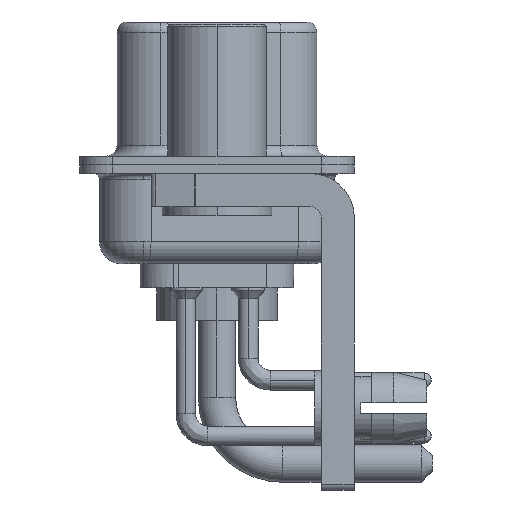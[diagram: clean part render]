
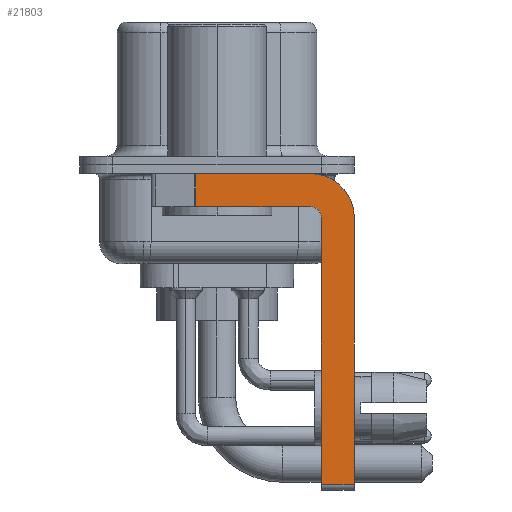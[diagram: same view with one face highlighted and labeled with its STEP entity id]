
A CAD part, left-side view. The second image highlights one B-rep face of the part: STEP entity #21803.
In plain terms, the highlighted planar face has unit normal (-1, 0, 0).
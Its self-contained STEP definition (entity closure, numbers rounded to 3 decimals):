
#47 = VECTOR ( 'NONE', #26091, 1000. ) ;
#1171 = VERTEX_POINT ( 'NONE', #9677 ) ;
#1351 = EDGE_CURVE ( 'NONE', #1171, #23052, #2998, .T. ) ;
#1811 = ORIENTED_EDGE ( 'NONE', *, *, #18886, .F. ) ;
#1924 = EDGE_CURVE ( 'NONE', #26820, #11833, #20351, .T. ) ;
#2004 = VERTEX_POINT ( 'NONE', #17916 ) ;
#2305 = CARTESIAN_POINT ( 'NONE',  ( -2.9, -4.25, -2.4 ) ) ;
#2998 = LINE ( 'NONE', #5409, #47 ) ;
#3002 = CARTESIAN_POINT ( 'NONE',  ( -2.9, -6.25, -2.4 ) ) ;
#3955 = CARTESIAN_POINT ( 'NONE',  ( -2.9, 3., -0.4 ) ) ;
#4099 = ORIENTED_EDGE ( 'NONE', *, *, #1924, .F. ) ;
#4584 = FACE_OUTER_BOUND ( 'NONE', #27551, .T. ) ;
#4977 = CARTESIAN_POINT ( 'NONE',  ( -2.9, -4.25, -2.4 ) ) ;
#5409 = CARTESIAN_POINT ( 'NONE',  ( -2.9, -4.25, -14.55 ) ) ;
#5667 = ORIENTED_EDGE ( 'NONE', *, *, #18304, .T. ) ;
#6051 = DIRECTION ( 'NONE',  ( 0., 0., 1. ) ) ;
#6214 = CARTESIAN_POINT ( 'NONE',  ( -2.9, -4.75, -2.4 ) ) ;
#7233 = VERTEX_POINT ( 'NONE', #6214 ) ;
#7326 = AXIS2_PLACEMENT_3D ( 'NONE', #2305, #18379, #20520 ) ;
#7404 = DIRECTION ( 'NONE',  ( 0., 0., 1. ) ) ;
#7673 = EDGE_CURVE ( 'NONE', #2004, #17050, #27006, .T. ) ;
#9677 = CARTESIAN_POINT ( 'NONE',  ( -2.9, -4.75, -14.55 ) ) ;
#10024 = CARTESIAN_POINT ( 'NONE',  ( -2.9, 0.978, -0.4 ) ) ;
#10217 = DIRECTION ( 'NONE',  ( 0., 0., -1. ) ) ;
#10500 = EDGE_CURVE ( 'NONE', #7233, #2004, #14775, .T. ) ;
#11571 = PLANE ( 'NONE',  #7326 ) ;
#11833 = VERTEX_POINT ( 'NONE', #12435 ) ;
#11927 = VECTOR ( 'NONE', #12230, 1000. ) ;
#11984 = CIRCLE ( 'NONE', #27995, 2. ) ;
#12230 = DIRECTION ( 'NONE',  ( 0., 0., -1. ) ) ;
#12435 = CARTESIAN_POINT ( 'NONE',  ( -2.9, -4.25, -0.4 ) ) ;
#12509 = CARTESIAN_POINT ( 'NONE',  ( -2.9, -6.25, -2.4 ) ) ;
#12667 = VECTOR ( 'NONE', #10217, 1000. ) ;
#12776 = EDGE_CURVE ( 'NONE', #11833, #17819, #11984, .T. ) ;
#13265 = VECTOR ( 'NONE', #20158, 1000. ) ;
#13348 = ORIENTED_EDGE ( 'NONE', *, *, #10500, .F. ) ;
#14109 = CARTESIAN_POINT ( 'NONE',  ( -2.9, -6.25, -14.55 ) ) ;
#14208 = CARTESIAN_POINT ( 'NONE',  ( -2.9, 0.978, -1.9 ) ) ;
#14775 = CIRCLE ( 'NONE', #20601, 0.5 ) ;
#15610 = LINE ( 'NONE', #18034, #27469 ) ;
#15744 = CARTESIAN_POINT ( 'NONE',  ( -2.9, -4.25, -1.9 ) ) ;
#15915 = ORIENTED_EDGE ( 'NONE', *, *, #23712, .F. ) ;
#16774 = ORIENTED_EDGE ( 'NONE', *, *, #12776, .F. ) ;
#17050 = VERTEX_POINT ( 'NONE', #19762 ) ;
#17819 = VERTEX_POINT ( 'NONE', #3002 ) ;
#17916 = CARTESIAN_POINT ( 'NONE',  ( -2.9, -4.25, -1.9 ) ) ;
#18034 = CARTESIAN_POINT ( 'NONE',  ( -2.9, -4.75, -14.8 ) ) ;
#18304 = EDGE_CURVE ( 'NONE', #26820, #17050, #25915, .T. ) ;
#18379 = DIRECTION ( 'NONE',  ( 1., 0., 0. ) ) ;
#18886 = EDGE_CURVE ( 'NONE', #1171, #7233, #15610, .T. ) ;
#18939 = DIRECTION ( 'NONE',  ( -1., 0., 0. ) ) ;
#19762 = CARTESIAN_POINT ( 'NONE',  ( -2.9, 0.978, -1.9 ) ) ;
#20158 = DIRECTION ( 'NONE',  ( 0., 1., 0. ) ) ;
#20351 = LINE ( 'NONE', #3955, #26055 ) ;
#20520 = DIRECTION ( 'NONE',  ( 0., 0., -1. ) ) ;
#20601 = AXIS2_PLACEMENT_3D ( 'NONE', #4977, #18939, #7404 ) ;
#20805 = DIRECTION ( 'NONE',  ( 0., -1., 0. ) ) ;
#21803 = ADVANCED_FACE ( 'NONE', ( #4584 ), #11571, .F. ) ;
#23052 = VERTEX_POINT ( 'NONE', #14109 ) ;
#23712 = EDGE_CURVE ( 'NONE', #17819, #23052, #24066, .T. ) ;
#24066 = LINE ( 'NONE', #12509, #12667 ) ;
#24610 = ORIENTED_EDGE ( 'NONE', *, *, #1351, .T. ) ;
#25915 = LINE ( 'NONE', #14208, #11927 ) ;
#26055 = VECTOR ( 'NONE', #20805, 1000. ) ;
#26091 = DIRECTION ( 'NONE',  ( 0., -1., 0. ) ) ;
#26820 = VERTEX_POINT ( 'NONE', #10024 ) ;
#27006 = LINE ( 'NONE', #15744, #13265 ) ;
#27469 = VECTOR ( 'NONE', #6051, 1000. ) ;
#27551 = EDGE_LOOP ( 'NONE', ( #4099, #5667, #27894, #13348, #1811, #24610, #15915, #16774 ) ) ;
#27894 = ORIENTED_EDGE ( 'NONE', *, *, #7673, .F. ) ;
#27995 = AXIS2_PLACEMENT_3D ( 'NONE', #28571, #28440, #28288 ) ;
#28288 = DIRECTION ( 'NONE',  ( 0., 0., -1. ) ) ;
#28440 = DIRECTION ( 'NONE',  ( 1., 0., 0. ) ) ;
#28571 = CARTESIAN_POINT ( 'NONE',  ( -2.9, -4.25, -2.4 ) ) ;
